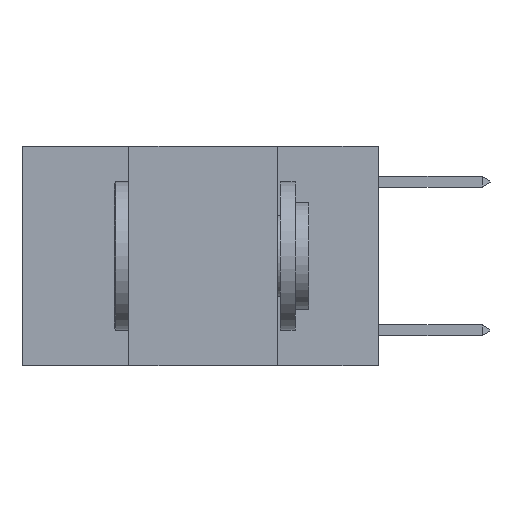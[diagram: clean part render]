
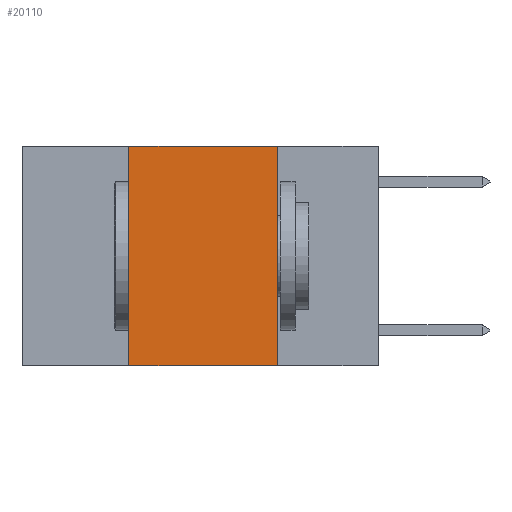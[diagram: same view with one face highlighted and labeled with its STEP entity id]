
A CAD part, left-side view. The second image highlights one B-rep face of the part: STEP entity #20110.
In plain terms, the highlighted planar face has unit normal (-1, 0, 0).
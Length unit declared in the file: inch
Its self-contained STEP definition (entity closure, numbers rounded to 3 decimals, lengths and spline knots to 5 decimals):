
#810 = CARTESIAN_POINT ( 'NONE',  ( 0., 0.6, -0.37 ) ) ;
#3214 = CARTESIAN_POINT ( 'NONE',  ( 0., 0.17, 0. ) ) ;
#4035 = EDGE_CURVE ( 'NONE', #19616, #24724, #19327, .T. ) ;
#4230 = AXIS2_PLACEMENT_3D ( 'NONE', #16208, #24954, #14213 ) ;
#4623 = CARTESIAN_POINT ( 'NONE',  ( 0., 0.42, 0. ) ) ;
#5438 = ORIENTED_EDGE ( 'NONE', *, *, #4035, .F. ) ;
#5474 = PLANE ( 'NONE',  #4230 ) ;
#8641 = ORIENTED_EDGE ( 'NONE', *, *, #17672, .F. ) ;
#9525 = DIRECTION ( 'NONE',  ( 0., -1., 0. ) ) ;
#9753 = FACE_OUTER_BOUND ( 'NONE', #16132, .T. ) ;
#11743 = CARTESIAN_POINT ( 'NONE',  ( 0., 0.6, 0. ) ) ;
#12056 = VECTOR ( 'NONE', #15038, 39.37008 ) ;
#12699 = VECTOR ( 'NONE', #25074, 39.37008 ) ;
#13518 = VECTOR ( 'NONE', #9525, 39.37008 ) ;
#13892 = LINE ( 'NONE', #11743, #12699 ) ;
#14205 = ORIENTED_EDGE ( 'NONE', *, *, #27421, .F. ) ;
#14213 = DIRECTION ( 'NONE',  ( 0., 0., -1. ) ) ;
#14273 = CARTESIAN_POINT ( 'NONE',  ( 0., 0.17, -0.37 ) ) ;
#15014 = LINE ( 'NONE', #26048, #22729 ) ;
#15038 = DIRECTION ( 'NONE',  ( 0., 0., -1. ) ) ;
#15220 = VERTEX_POINT ( 'NONE', #4623 ) ;
#15996 = VERTEX_POINT ( 'NONE', #16587 ) ;
#16132 = EDGE_LOOP ( 'NONE', ( #5438, #14205, #8641, #17242 ) ) ;
#16208 = CARTESIAN_POINT ( 'NONE',  ( 0., 0.6, 0. ) ) ;
#16587 = CARTESIAN_POINT ( 'NONE',  ( 0., 0.42, -0.37 ) ) ;
#17242 = ORIENTED_EDGE ( 'NONE', *, *, #25339, .T. ) ;
#17672 = EDGE_CURVE ( 'NONE', #15996, #15220, #15014, .T. ) ;
#19327 = LINE ( 'NONE', #24060, #12056 ) ;
#19616 = VERTEX_POINT ( 'NONE', #3214 ) ;
#20110 = ADVANCED_FACE ( 'NONE', ( #9753 ), #5474, .F. ) ;
#20162 = DIRECTION ( 'NONE',  ( 0., 0., 1. ) ) ;
#22435 = LINE ( 'NONE', #810, #13518 ) ;
#22729 = VECTOR ( 'NONE', #20162, 39.37008 ) ;
#24060 = CARTESIAN_POINT ( 'NONE',  ( 0., 0.17, 0. ) ) ;
#24724 = VERTEX_POINT ( 'NONE', #14273 ) ;
#24954 = DIRECTION ( 'NONE',  ( 1., 0., 0. ) ) ;
#25074 = DIRECTION ( 'NONE',  ( 0., -1., 0. ) ) ;
#25339 = EDGE_CURVE ( 'NONE', #15996, #24724, #22435, .T. ) ;
#26048 = CARTESIAN_POINT ( 'NONE',  ( 0., 0.42, 0. ) ) ;
#27421 = EDGE_CURVE ( 'NONE', #15220, #19616, #13892, .T. ) ;
